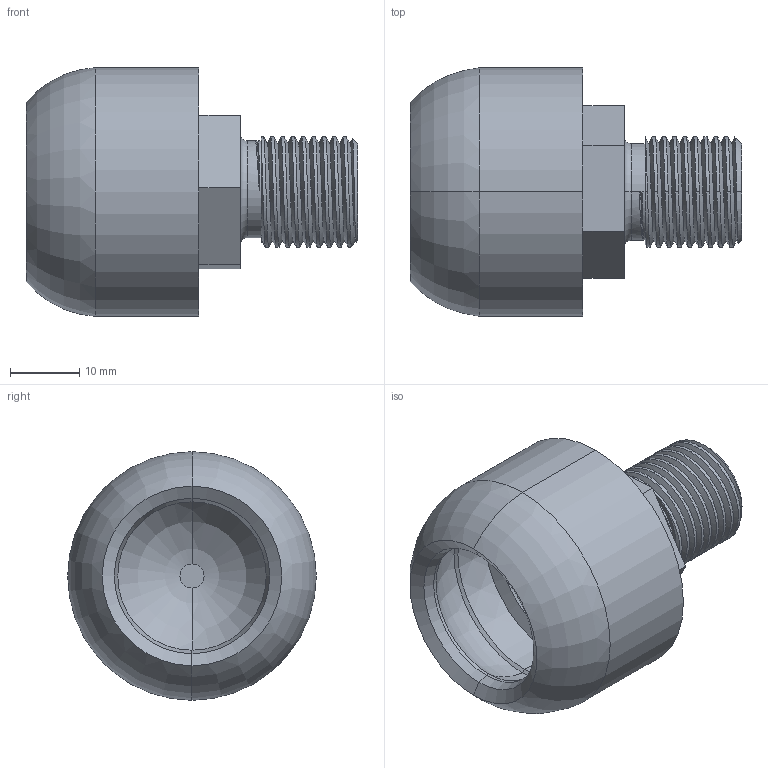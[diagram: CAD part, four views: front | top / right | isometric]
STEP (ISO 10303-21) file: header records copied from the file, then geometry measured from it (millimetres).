
FILE_DESCRIPTION (( 'STEP AP203' ), '1' );
FILE_NAME ('KH?P C?U 3.STEP', '2022-11-11T02:46:54', ( 'Lenovo' ), ( '' ), 'SwSTEP 2.0', 'SolidWorks 2021', '' );
FILE_SCHEMA (( 'CONFIG_CONTROL_DESIGN' ));
Length unit declared in the file: millimetre
Products named in the file (1): KH?P C?U 3
Bounding box: 48 x 36 x 36 mm (x, y, z)
Volume: 18279 mm3; surface area: 7947.3 mm2
Topology: 1 solids, 1 shells, 63 faces, 149 edges, 91 vertices
Faces by surface type: cylinder 25, cone 14, plane 12, torus 8, bspline 4
Entity records: 3657 total; most frequent: CARTESIAN_POINT 2246, ORIENTED_EDGE 298, DIRECTION 265, EDGE_CURVE 149, AXIS2_PLACEMENT_3D 103, VERTEX_POINT 91, EDGE_LOOP 66, ADVANCED_FACE 63
